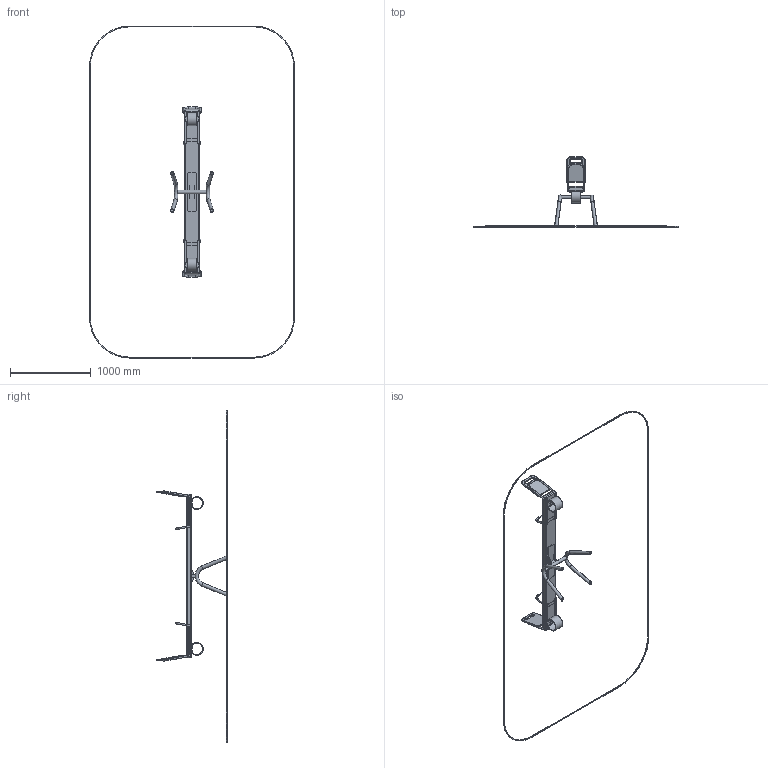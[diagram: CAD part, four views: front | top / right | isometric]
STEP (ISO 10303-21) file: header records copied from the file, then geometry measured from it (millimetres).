
FILE_DESCRIPTION(('STEP AP214'), '1');
FILE_NAME('êà÷àëêà-áàëàíñèð', '', ('UNSPECIFIED'), ('UNSPECIFIED'), 'C3D Converter', 'C3D Toolkit', '');
FILE_SCHEMA(('AUTOMOTIVE_DESIGN { 1 0 10303 214 3 1 1}'));
Length unit declared in the file: millimetre
Products named in the file (27): КБ-01М.00.00.00; КБ-01М-02.00.00; КБ-01М.03.00.02; КБ-01М.03.00.01; КБ-01Б.00.00.02; КБ-01Б-00.00.03; КБ-01Б-01.00.00; КБ-01Б-01.01.00; КБ-01Б.01.00.01; КБ-01Б.01.00.02; КБ-01Б-01.01.03; КБ-01Б-01.01.04; КБ-01Б-01.01.05; КБ-01Б-01.02.00; КБ-01Б-01.02.01; КБ-01Б-01.02.02; КБ-01Б-01.02.04; КБ-01М-03.00.00; КБ-01Б.04.00.00; КБ-01Б.04.00.01; КБ-01Б.04.00.02; КБ-01Б.04.00.03; КБ-01Б.04.00.04; КБ-01Б.04.00.05; КБ-01Б.04.00.06; КБ-01Б.00.00.01
Assembly tree (39 placements, depth 4):
  КБ-01М.00.00.00
    КБ-01М-02.00.00
      КБ-01М.03.00.02
      КБ-01М.03.00.01
    КБ-01Б.00.00.02  x2
    КБ-01Б-00.00.03  x2
    КБ-01Б-01.00.00
      КБ-01Б-01.01.00
        КБ-01Б.01.00.01
        КБ-01Б.01.00.02  x2
        КБ-01Б-01.01.03
        КБ-01Б-01.01.03
        КБ-01Б-01.01.04  x4
        КБ-01Б-01.01.05  x2
      КБ-01Б-01.02.00
        КБ-01Б-01.02.01
        КБ-01Б-01.02.02  x4
        КБ-01Б-01.02.04
    КБ-01М-03.00.00  x2
      КБ-01Б.04.00.00
        КБ-01Б.04.00.01  x2
        КБ-01Б.04.00.02
        КБ-01Б.04.00.03
        КБ-01Б.04.00.04  x2
        КБ-01Б.04.00.05
        КБ-01Б.04.00.06
      КБ-01Б.00.00.01
Bounding box: 2533.3 x 868.84 x 4103.38 mm (x, y, z)
Volume: 26608333 mm3; surface area: 4049003.4 mm2
Topology: 36 solids, 36 shells, 471 faces, 1029 edges, 598 vertices
Faces by surface type: plane 220, cylinder 159, torus 52, cone 32, sphere 8
Full cylindrical faces by diameter (mm): 15.4 x12, 21 x12, 35.6 x5, 40 x1, 42 x5
Entity records: 9620 total; most frequent: DIRECTION 1221, CARTESIAN_POINT 1161, ORIENTED_EDGE 958, EDGE_CURVE 479, AXIS2_PLACEMENT_3D 470, VERTEX_POINT 310, EDGE_LOOP 291, LINE 281
